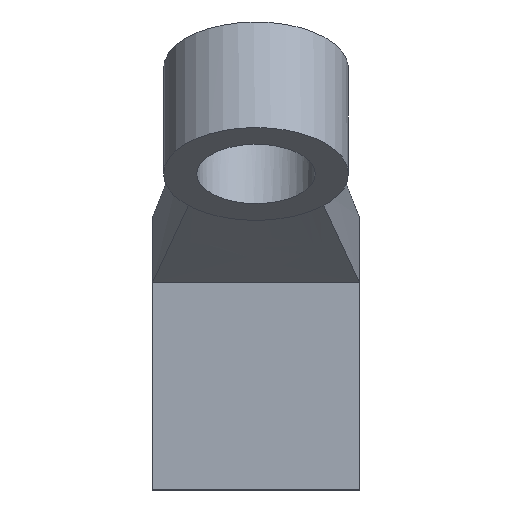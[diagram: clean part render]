
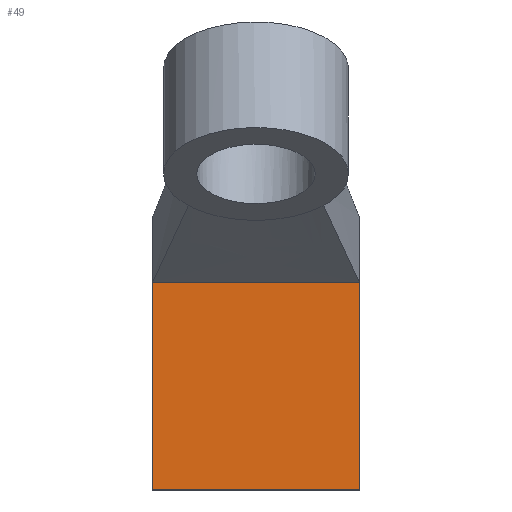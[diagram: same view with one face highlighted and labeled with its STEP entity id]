
A CAD part, top view. The second image highlights one B-rep face of the part: STEP entity #49.
In plain terms, the highlighted planar face has unit normal (0, 0, 1).
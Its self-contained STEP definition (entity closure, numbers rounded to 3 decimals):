
#49=ADVANCED_FACE('',(#69),#70,.T.);
#69=FACE_OUTER_BOUND('',#103,.T.);
#70=PLANE('',#104);
#103=EDGE_LOOP('',(#179,#180,#181,#182));
#104=AXIS2_PLACEMENT_3D('',#183,#184,#185);
#179=ORIENTED_EDGE('',*,*,#296,.T.);
#180=ORIENTED_EDGE('',*,*,#299,.T.);
#181=ORIENTED_EDGE('',*,*,#300,.T.);
#182=ORIENTED_EDGE('',*,*,#301,.T.);
#183=CARTESIAN_POINT('',(0.,-44.494,-8.75));
#184=DIRECTION('',(0.0,0.0,1.0));
#185=DIRECTION('',(1.0,0.0,0.0));
#296=EDGE_CURVE('',#360,#358,#361,.T.);
#299=EDGE_CURVE('',#358,#365,#366,.T.);
#300=EDGE_CURVE('',#365,#367,#368,.T.);
#301=EDGE_CURVE('',#367,#360,#369,.T.);
#358=VERTEX_POINT('',#487);
#360=VERTEX_POINT('',#490);
#361=LINE('',#491,#492);
#365=VERTEX_POINT('',#498);
#366=LINE('',#499,#500);
#367=VERTEX_POINT('',#501);
#368=LINE('',#502,#503);
#369=LINE('',#504,#505);
#487=CARTESIAN_POINT('',(-28.0,-73.178,-8.75));
#490=CARTESIAN_POINT('',(-28.0,-17.178,-8.75));
#491=CARTESIAN_POINT('',(-28.0,-42.178,-8.75));
#492=VECTOR('',#618,1.0);
#498=CARTESIAN_POINT('',(28.0,-73.178,-8.75));
#499=CARTESIAN_POINT('',(-28.0,-73.178,-8.75));
#500=VECTOR('',#621,1.0);
#501=CARTESIAN_POINT('',(28.0,-17.178,-8.75));
#502=CARTESIAN_POINT('',(28.0,-42.178,-8.75));
#503=VECTOR('',#622,1.0);
#504=CARTESIAN_POINT('',(28.0,-17.178,-8.75));
#505=VECTOR('',#623,1.0);
#618=DIRECTION('',(0.0,-1.0,0.0));
#621=DIRECTION('',(1.0,0.0,0.0));
#622=DIRECTION('',(0.0,1.0,0.0));
#623=DIRECTION('',(-1.0,0.,0.0));
